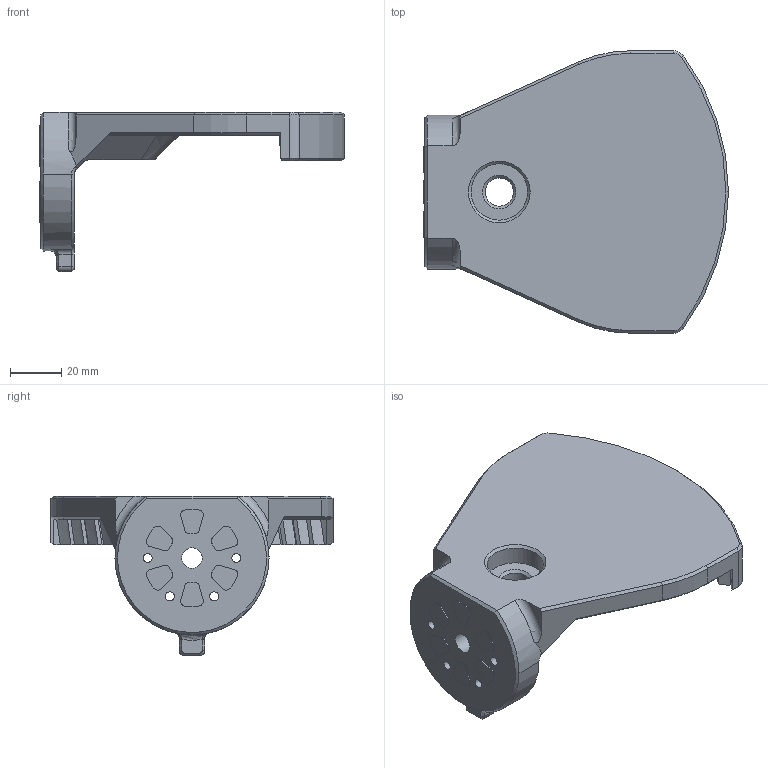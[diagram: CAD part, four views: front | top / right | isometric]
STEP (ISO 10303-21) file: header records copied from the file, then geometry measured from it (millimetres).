
FILE_DESCRIPTION(('HOOPS Exchange Step'),'2;1');
FILE_NAME('temp_export','2025-05-23T11:02:26+08:00',('tony'),('Shapr3D Limited'),'HOOPS Exchange 2024.8','Shapr3D','Authorized');
FILE_SCHEMA( ('AP242_MANAGED_MODEL_BASED_3D_ENGINEERING_MIM_LF {1 0 10303 442 1 1 4}') );
Length unit declared in the file: millimetre
Products named in the file (5): 镜向小型双足机器人-左侧小腿; 镜向小型双足机器人-左脚; 镜向小型双足机器人-髋关节-侧摆连接件; 小型双足机器人 右侧腿部总成; root
Assembly tree (4 placements, depth 3):
  root
    小型双足机器人 右侧腿部总成
      镜向小型双足机器人-左侧小腿
      镜向小型双足机器人-左脚
      镜向小型双足机器人-髋关节-侧摆连接件
Bounding box: 118.75 x 110 x 62 mm (x, y, z)
Volume: 121426.4 mm3; surface area: 35571.1 mm2
Topology: 1 solids, 1 shells, 295 faces, 792 edges, 505 vertices
Faces by surface type: cylinder 103, plane 73, bspline 72, cone 44, torus 3
Full cylindrical faces by diameter (mm): 3.5 x4, 7.5 x4, 8 x1, 11 x1, 22 x1
Entity records: 12755 total; most frequent: CARTESIAN_POINT 5829, ORIENTED_EDGE 1580, DIRECTION 1281, EDGE_CURVE 790, VERTEX_POINT 505, AXIS2_PLACEMENT_3D 496, EDGE_LOOP 315, FACE_BOUND 315
